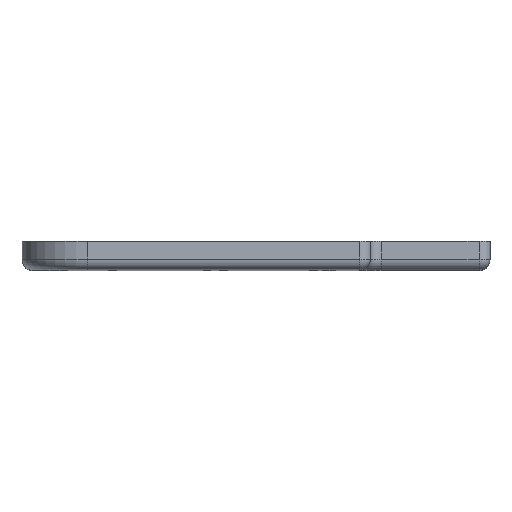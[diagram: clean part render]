
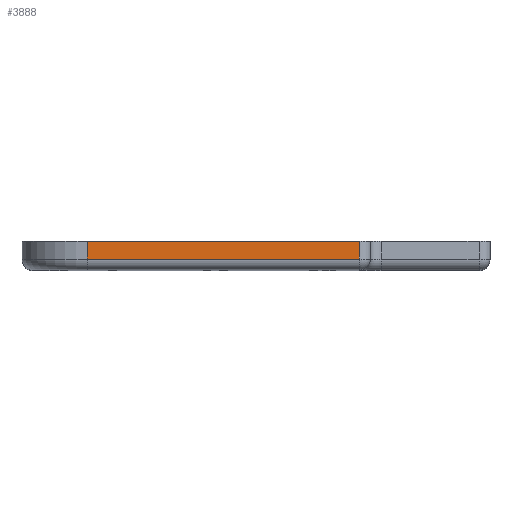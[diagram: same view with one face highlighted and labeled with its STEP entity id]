
A CAD part, top view. The second image highlights one B-rep face of the part: STEP entity #3888.
In plain terms, the highlighted planar face has unit normal (0, 0, 1).
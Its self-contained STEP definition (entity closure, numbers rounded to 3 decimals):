
#291 = VERTEX_POINT ( 'NONE', #4543 ) ;
#582 = DIRECTION ( 'NONE',  ( -1., 0., 0. ) ) ;
#694 = CARTESIAN_POINT ( 'NONE',  ( 45., 5., 0. ) ) ;
#963 = EDGE_CURVE ( 'NONE', #2608, #3025, #5792, .T. ) ;
#1165 = EDGE_CURVE ( 'NONE', #291, #5921, #2913, .T. ) ;
#1316 = AXIS2_PLACEMENT_3D ( 'NONE', #5216, #2536, #582 ) ;
#1385 = ORIENTED_EDGE ( 'NONE', *, *, #2867, .T. ) ;
#1394 = VECTOR ( 'NONE', #5364, 1000. ) ;
#1559 = PLANE ( 'NONE',  #1316 ) ;
#1669 = ORIENTED_EDGE ( 'NONE', *, *, #963, .T. ) ;
#2080 = VECTOR ( 'NONE', #4268, 1000. ) ;
#2146 = DIRECTION ( 'NONE',  ( 0., -1., 0. ) ) ;
#2262 = LINE ( 'NONE', #4050, #2570 ) ;
#2452 = DIRECTION ( 'NONE',  ( 0., 1., 0. ) ) ;
#2536 = DIRECTION ( 'NONE',  ( 0., 0., -1. ) ) ;
#2570 = VECTOR ( 'NONE', #2146, 1000. ) ;
#2608 = VERTEX_POINT ( 'NONE', #4945 ) ;
#2785 = VECTOR ( 'NONE', #2452, 1000. ) ;
#2867 = EDGE_CURVE ( 'NONE', #3025, #5921, #5579, .T. ) ;
#2913 = LINE ( 'NONE', #3762, #2080 ) ;
#2993 = FACE_OUTER_BOUND ( 'NONE', #3987, .T. ) ;
#3025 = VERTEX_POINT ( 'NONE', #694 ) ;
#3426 = CARTESIAN_POINT ( 'NONE',  ( 45., 13.25, 0. ) ) ;
#3762 = CARTESIAN_POINT ( 'NONE',  ( -110., 13.25, 0. ) ) ;
#3855 = CARTESIAN_POINT ( 'NONE',  ( -110., 5., 0. ) ) ;
#3888 = ADVANCED_FACE ( 'NONE', ( #2993 ), #1559, .F. ) ;
#3987 = EDGE_LOOP ( 'NONE', ( #5221, #4311, #1669, #1385 ) ) ;
#4048 = EDGE_CURVE ( 'NONE', #291, #2608, #2262, .T. ) ;
#4050 = CARTESIAN_POINT ( 'NONE',  ( -80., 26.5, 0. ) ) ;
#4268 = DIRECTION ( 'NONE',  ( 1., 0., 0. ) ) ;
#4311 = ORIENTED_EDGE ( 'NONE', *, *, #4048, .T. ) ;
#4543 = CARTESIAN_POINT ( 'NONE',  ( -80., 13.25, 0. ) ) ;
#4747 = CARTESIAN_POINT ( 'NONE',  ( 45., 26.5, 0. ) ) ;
#4945 = CARTESIAN_POINT ( 'NONE',  ( -80., 5., 0. ) ) ;
#5216 = CARTESIAN_POINT ( 'NONE',  ( -110., 26.5, 0. ) ) ;
#5221 = ORIENTED_EDGE ( 'NONE', *, *, #1165, .F. ) ;
#5364 = DIRECTION ( 'NONE',  ( 1., 0., 0. ) ) ;
#5579 = LINE ( 'NONE', #4747, #2785 ) ;
#5792 = LINE ( 'NONE', #3855, #1394 ) ;
#5921 = VERTEX_POINT ( 'NONE', #3426 ) ;
